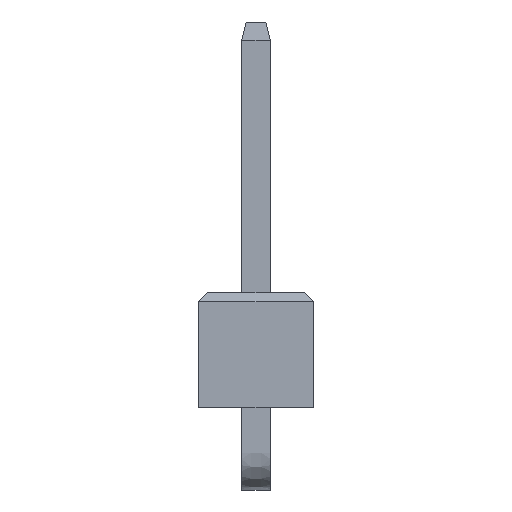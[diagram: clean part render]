
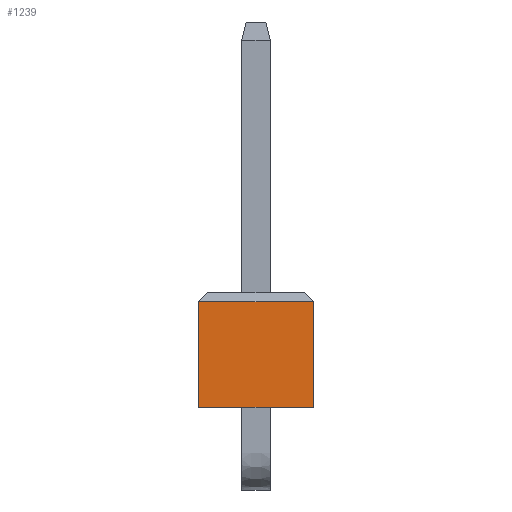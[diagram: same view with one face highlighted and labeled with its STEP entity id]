
A CAD part, top view. The second image highlights one B-rep face of the part: STEP entity #1239.
In plain terms, the highlighted planar face has unit normal (0, 0, 1).
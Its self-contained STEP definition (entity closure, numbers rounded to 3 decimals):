
#55 = PLANE('',#56);
#56 = AXIS2_PLACEMENT_3D('',#57,#58,#59);
#57 = CARTESIAN_POINT('',(-1.27,4.07,0.03));
#58 = DIRECTION('',(1.,0.,0.));
#59 = DIRECTION('',(0.,-1.,0.));
#111 = PLANE('',#112);
#112 = AXIS2_PLACEMENT_3D('',#113,#114,#115);
#113 = CARTESIAN_POINT('',(1.27,4.07,0.03));
#114 = DIRECTION('',(-1.,0.,0.));
#115 = DIRECTION('',(0.,1.,0.));
#621 = PLANE('',#622);
#622 = AXIS2_PLACEMENT_3D('',#623,#624,#625);
#623 = CARTESIAN_POINT('',(1.27,4.07,2.37));
#624 = DIRECTION('',(0.,-0.707,-0.707)
  );
#625 = DIRECTION('',(0.,-0.707,0.707)
  );
#928 = VERTEX_POINT('',#929);
#929 = CARTESIAN_POINT('',(1.27,3.87,2.57));
#950 = EDGE_CURVE('',#928,#951,#953,.T.);
#951 = VERTEX_POINT('',#952);
#952 = CARTESIAN_POINT('',(1.27,1.53,2.57));
#953 = SURFACE_CURVE('',#954,(#958,#965),.PCURVE_S1.);
#954 = LINE('',#955,#956);
#955 = CARTESIAN_POINT('',(1.27,4.07,2.57));
#956 = VECTOR('',#957,1.);
#957 = DIRECTION('',(0.,-1.,0.));
#958 = PCURVE('',#111,#959);
#959 = DEFINITIONAL_REPRESENTATION('',(#960),#964);
#960 = LINE('',#961,#962);
#961 = CARTESIAN_POINT('',(0.,-2.54));
#962 = VECTOR('',#963,1.);
#963 = DIRECTION('',(-1.,0.));
#964 = ( GEOMETRIC_REPRESENTATION_CONTEXT(2) 
PARAMETRIC_REPRESENTATION_CONTEXT() REPRESENTATION_CONTEXT('2D SPACE',''
  ) );
#965 = PCURVE('',#966,#971);
#966 = PLANE('',#967);
#967 = AXIS2_PLACEMENT_3D('',#968,#969,#970);
#968 = CARTESIAN_POINT('',(1.27,1.53,2.57));
#969 = DIRECTION('',(0.,0.,-1.));
#970 = DIRECTION('',(-1.,0.,0.));
#971 = DEFINITIONAL_REPRESENTATION('',(#972),#976);
#972 = LINE('',#973,#974);
#973 = CARTESIAN_POINT('',(0.,2.54));
#974 = VECTOR('',#975,1.);
#975 = DIRECTION('',(0.,-1.));
#976 = ( GEOMETRIC_REPRESENTATION_CONTEXT(2) 
PARAMETRIC_REPRESENTATION_CONTEXT() REPRESENTATION_CONTEXT('2D SPACE',''
  ) );
#994 = PLANE('',#995);
#995 = AXIS2_PLACEMENT_3D('',#996,#997,#998);
#996 = CARTESIAN_POINT('',(1.27,1.53,0.03));
#997 = DIRECTION('',(0.,1.,0.));
#998 = DIRECTION('',(0.,0.,-1.));
#1033 = VERTEX_POINT('',#1034);
#1034 = CARTESIAN_POINT('',(-1.27,1.53,2.57));
#1077 = EDGE_CURVE('',#951,#1033,#1078,.T.);
#1078 = SURFACE_CURVE('',#1079,(#1083,#1090),.PCURVE_S1.);
#1079 = LINE('',#1080,#1081);
#1080 = CARTESIAN_POINT('',(1.27,1.53,2.57));
#1081 = VECTOR('',#1082,1.);
#1082 = DIRECTION('',(-1.,0.,0.));
#1083 = PCURVE('',#994,#1084);
#1084 = DEFINITIONAL_REPRESENTATION('',(#1085),#1089);
#1085 = LINE('',#1086,#1087);
#1086 = CARTESIAN_POINT('',(-2.54,0.));
#1087 = VECTOR('',#1088,1.);
#1088 = DIRECTION('',(0.,1.));
#1089 = ( GEOMETRIC_REPRESENTATION_CONTEXT(2) 
PARAMETRIC_REPRESENTATION_CONTEXT() REPRESENTATION_CONTEXT('2D SPACE',''
  ) );
#1090 = PCURVE('',#966,#1091);
#1091 = DEFINITIONAL_REPRESENTATION('',(#1092),#1096);
#1092 = LINE('',#1093,#1094);
#1093 = CARTESIAN_POINT('',(0.,0.));
#1094 = VECTOR('',#1095,1.);
#1095 = DIRECTION('',(1.,0.));
#1096 = ( GEOMETRIC_REPRESENTATION_CONTEXT(2) 
PARAMETRIC_REPRESENTATION_CONTEXT() REPRESENTATION_CONTEXT('2D SPACE',''
  ) );
#1146 = EDGE_CURVE('',#1033,#1147,#1149,.T.);
#1147 = VERTEX_POINT('',#1148);
#1148 = CARTESIAN_POINT('',(-1.27,3.87,2.57));
#1149 = SURFACE_CURVE('',#1150,(#1154,#1161),.PCURVE_S1.);
#1150 = LINE('',#1151,#1152);
#1151 = CARTESIAN_POINT('',(-1.27,4.07,2.57));
#1152 = VECTOR('',#1153,1.);
#1153 = DIRECTION('',(0.,1.,0.));
#1154 = PCURVE('',#55,#1155);
#1155 = DEFINITIONAL_REPRESENTATION('',(#1156),#1160);
#1156 = LINE('',#1157,#1158);
#1157 = CARTESIAN_POINT('',(0.,-2.54));
#1158 = VECTOR('',#1159,1.);
#1159 = DIRECTION('',(-1.,0.));
#1160 = ( GEOMETRIC_REPRESENTATION_CONTEXT(2) 
PARAMETRIC_REPRESENTATION_CONTEXT() REPRESENTATION_CONTEXT('2D SPACE',''
  ) );
#1161 = PCURVE('',#966,#1162);
#1162 = DEFINITIONAL_REPRESENTATION('',(#1163),#1167);
#1163 = LINE('',#1164,#1165);
#1164 = CARTESIAN_POINT('',(2.54,2.54));
#1165 = VECTOR('',#1166,1.);
#1166 = DIRECTION('',(0.,1.));
#1167 = ( GEOMETRIC_REPRESENTATION_CONTEXT(2) 
PARAMETRIC_REPRESENTATION_CONTEXT() REPRESENTATION_CONTEXT('2D SPACE',''
  ) );
#1239 = ADVANCED_FACE('',(#1240),#966,.F.);
#1240 = FACE_BOUND('',#1241,.T.);
#1241 = EDGE_LOOP('',(#1242,#1243,#1264,#1265));
#1242 = ORIENTED_EDGE('',*,*,#950,.F.);
#1243 = ORIENTED_EDGE('',*,*,#1244,.T.);
#1244 = EDGE_CURVE('',#928,#1147,#1245,.T.);
#1245 = SURFACE_CURVE('',#1246,(#1250,#1257),.PCURVE_S1.);
#1246 = LINE('',#1247,#1248);
#1247 = CARTESIAN_POINT('',(1.27,3.87,2.57));
#1248 = VECTOR('',#1249,1.);
#1249 = DIRECTION('',(-1.,0.,0.));
#1250 = PCURVE('',#966,#1251);
#1251 = DEFINITIONAL_REPRESENTATION('',(#1252),#1256);
#1252 = LINE('',#1253,#1254);
#1253 = CARTESIAN_POINT('',(0.,2.34));
#1254 = VECTOR('',#1255,1.);
#1255 = DIRECTION('',(1.,0.));
#1256 = ( GEOMETRIC_REPRESENTATION_CONTEXT(2) 
PARAMETRIC_REPRESENTATION_CONTEXT() REPRESENTATION_CONTEXT('2D SPACE',''
  ) );
#1257 = PCURVE('',#621,#1258);
#1258 = DEFINITIONAL_REPRESENTATION('',(#1259),#1263);
#1259 = LINE('',#1260,#1261);
#1260 = CARTESIAN_POINT('',(0.283,0.));
#1261 = VECTOR('',#1262,1.);
#1262 = DIRECTION('',(0.,1.));
#1263 = ( GEOMETRIC_REPRESENTATION_CONTEXT(2) 
PARAMETRIC_REPRESENTATION_CONTEXT() REPRESENTATION_CONTEXT('2D SPACE',''
  ) );
#1264 = ORIENTED_EDGE('',*,*,#1146,.F.);
#1265 = ORIENTED_EDGE('',*,*,#1077,.F.);
